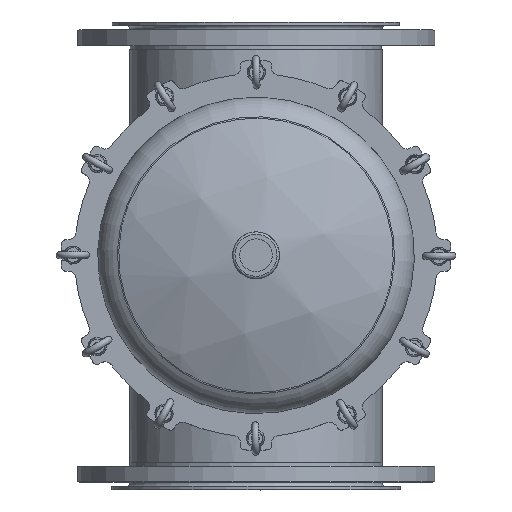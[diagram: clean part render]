
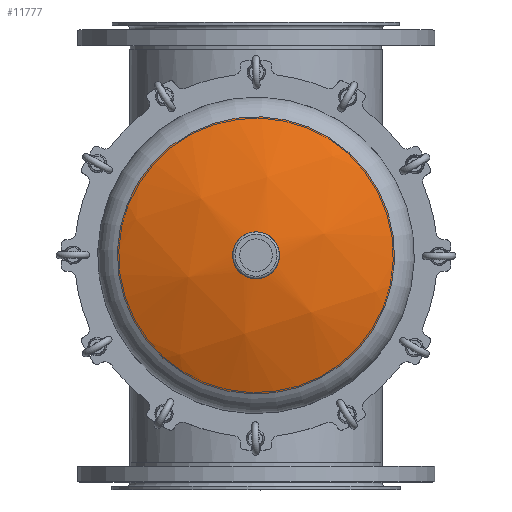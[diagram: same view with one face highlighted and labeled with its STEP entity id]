
A CAD part, top view. The second image highlights one B-rep face of the part: STEP entity #11777.
In plain terms, the highlighted spherical face has radius 410.4 mm.
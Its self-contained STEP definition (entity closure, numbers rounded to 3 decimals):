
#20=SPHERICAL_SURFACE('',#15018,410.4);
#1408=CIRCLE('',#15019,177.912);
#1409=CIRCLE('',#15020,28.);
#3757=ORIENTED_EDGE('',*,*,#5971,.F.);
#3758=ORIENTED_EDGE('',*,*,#5972,.T.);
#5971=EDGE_CURVE('',#7270,#7270,#1408,.T.);
#5972=EDGE_CURVE('',#7271,#7271,#1409,.T.);
#7270=VERTEX_POINT('',#24077);
#7271=VERTEX_POINT('',#24079);
#9726=EDGE_LOOP('',(#3757));
#9727=EDGE_LOOP('',(#3758));
#10646=FACE_BOUND('',#9726,.T.);
#10647=FACE_BOUND('',#9727,.T.);
#11777=ADVANCED_FACE('',(#10646,#10647),#20,.T.);
#15018=AXIS2_PLACEMENT_3D('',#24075,#17987,#17988);
#15019=AXIS2_PLACEMENT_3D('',#24076,#17989,#17990);
#15020=AXIS2_PLACEMENT_3D('',#24078,#17991,#17992);
#17987=DIRECTION('',(0.,0.,1.));
#17988=DIRECTION('',(1.,0.,0.));
#17989=DIRECTION('',(0.,-1.,0.));
#17990=DIRECTION('',(0.,0.,-1.));
#17991=DIRECTION('',(0.,-1.,0.));
#17992=DIRECTION('',(0.,0.,-1.));
#24075=CARTESIAN_POINT('',(0.,-315.604,0.));
#24076=CARTESIAN_POINT('',(0.,54.227,0.));
#24077=CARTESIAN_POINT('',(0.,54.227,-177.912));
#24078=CARTESIAN_POINT('',(0.,93.839,0.));
#24079=CARTESIAN_POINT('',(0.,93.839,-28.));
